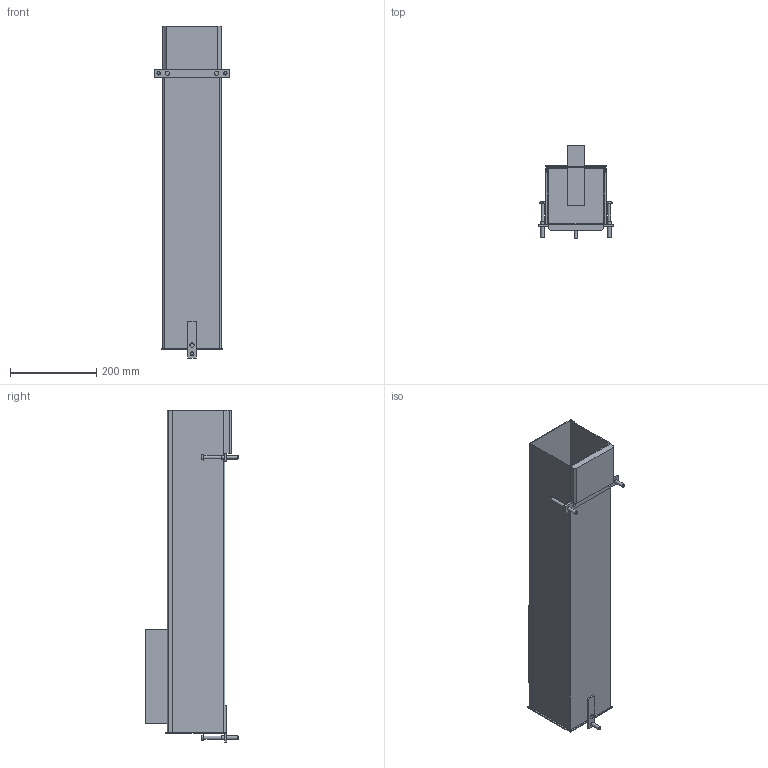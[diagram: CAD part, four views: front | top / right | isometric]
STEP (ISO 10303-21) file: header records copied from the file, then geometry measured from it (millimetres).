
FILE_DESCRIPTION(/* description */ (''),/* implementation_level */ '2;1');
FILE_NAME(/* name */ 'BWC 40-U-T.stp',/* time_stamp */ '2019-06-27T11:25:04+02:00',/* author */ ('Bruker'),/* organization */ (''),/* preprocessor_version */ 'ST-DEVELOPER v17',/* originating_system */ 'Autodesk Inventor 2018',/* authorisation */ '');
FILE_SCHEMA (('AUTOMOTIVE_DESIGN { 1 0 10303 214 3 1 1 }'));
Length unit declared in the file: millimetre
Products named in the file (9): BWC 40-U-T; BWC 40-U-T-1; BWC 40-U-T-2; BWC 40-U-T-3; BWC 40-U-T-4; BWC 50 light-5-T-7 Halvt flattstål med gjenger; BWC 40-U-T-6 Flattstål med gjenger; BWC 50 light-5-T-8 Skum kloss; DIN 84 - M8 x 80
Assembly tree (10 placements, depth 2):
  BWC 40-U-T
    BWC 40-U-T-1
    BWC 40-U-T-2
    BWC 40-U-T-3
    BWC 40-U-T-4
    DIN 84 - M8 x 80  x3
    BWC 50 light-5-T-7 Halvt flattstål med gjenger
    BWC 40-U-T-6 Flattstål med gjenger
    BWC 50 light-5-T-8 Skum kloss
Bounding box: 175 x 215.34 x 772 mm (x, y, z)
Volume: 2310756.7 mm3; surface area: 998028.9 mm2
Topology: 10 solids, 10 shells, 116 faces, 285 edges, 192 vertices
Faces by surface type: plane 81, cylinder 20, cone 9, torus 6
Full cylindrical faces by diameter (mm): 7.323 x3, 8 x6, 10 x3
Entity records: 3001 total; most frequent: CARTESIAN_POINT 510, DIRECTION 467, ORIENTED_EDGE 430, EDGE_CURVE 215, LINE 161, VECTOR 161, AXIS2_PLACEMENT_3D 153, VERTEX_POINT 144
